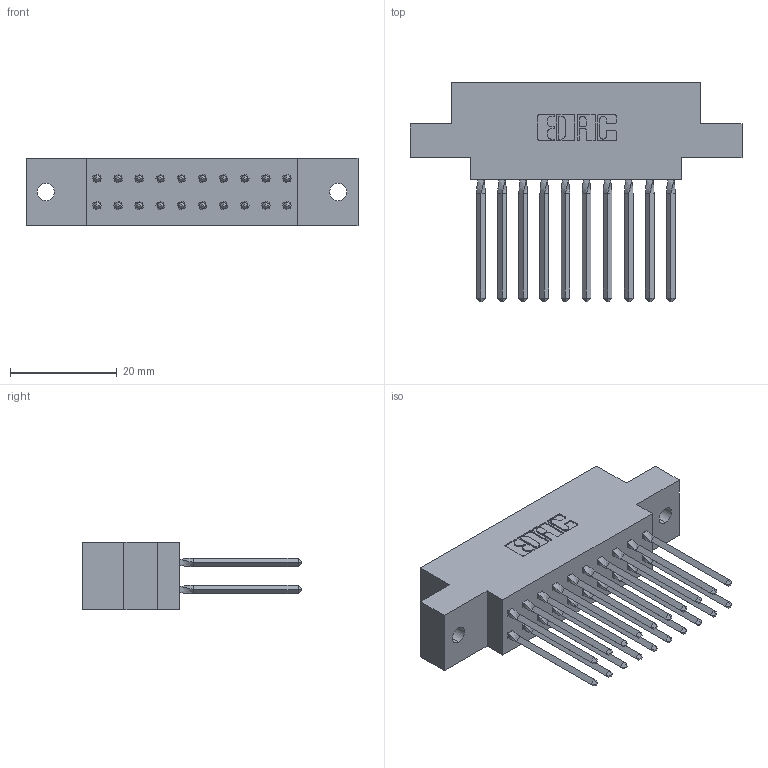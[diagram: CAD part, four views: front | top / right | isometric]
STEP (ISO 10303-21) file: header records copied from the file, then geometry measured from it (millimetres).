
FILE_DESCRIPTION (( 'STEP AP203' ), '1' );
FILE_NAME ('317-020-543-802.STEP', '2020-02-27T16:51:22', ( '' ), ( '' ), 'SwSTEP 2.0', 'SolidWorks 2016', '' );
FILE_SCHEMA (( 'CONFIG_CONTROL_DESIGN' ));
Length unit declared in the file: inch
Products named in the file (3): 317 Part_.144 Dia; 317-020-543-802; 317-290-001_543
Assembly tree (21 placements, depth 2):
  317-020-543-802
    317 Part_.144 Dia
    317-290-001_543  x20
Bounding box: 62.33 x 41.15 x 12.7 mm (x, y, z)
Volume: 9442.1 mm3; surface area: 12804.9 mm2
Topology: 21 solids, 21 shells, 1882 faces, 5215 edges, 3362 vertices
Faces by surface type: plane 1518, cylinder 284, bspline 80
Entity records: 18922 total; most frequent: CARTESIAN_POINT 3711, ORIENTED_EDGE 3210, DIRECTION 2683, EDGE_CURVE 1605, VECTOR 1349, LINE 1349, VERTEX_POINT 1063, AXIS2_PLACEMENT_3D 667
